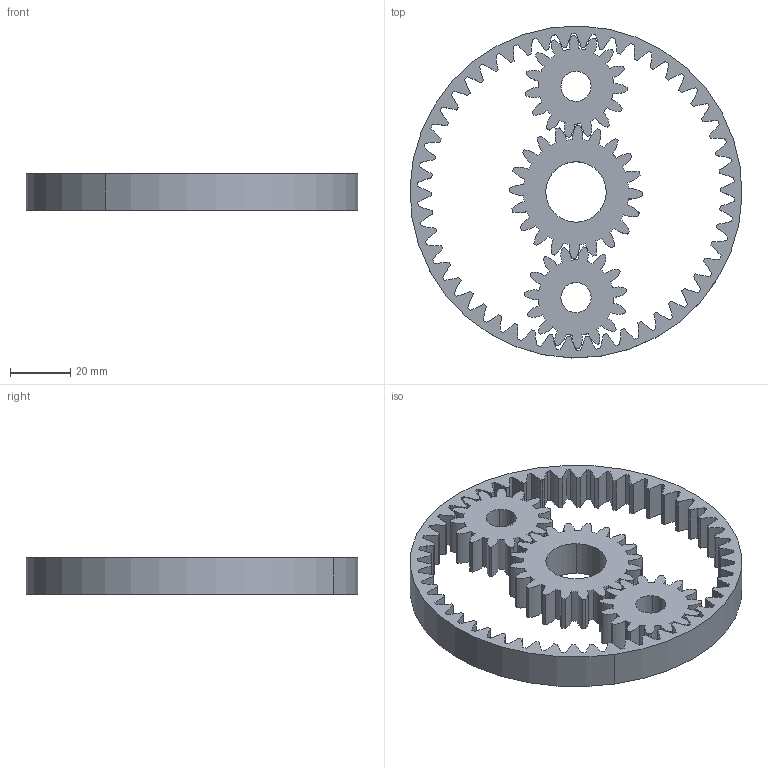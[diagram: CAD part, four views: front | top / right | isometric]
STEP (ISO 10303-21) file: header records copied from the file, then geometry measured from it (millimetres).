
FILE_DESCRIPTION (( 'STEP AP214' ), '1' );
FILE_NAME ('planetary_gear_system.STEP', '2025-10-31T00:40:34', ( '' ), ( '' ), 'SwSTEP 2.0', 'SolidWorks 2024', '' );
FILE_SCHEMA (( 'AUTOMOTIVE_DESIGN' ));
Length unit declared in the file: millimetre
Products named in the file (4): planetary_gear_system; spur gear_iso_ISO - Spur gear 2M 15T 20PA 12FW ---S15A75H50L10.0N; internal spur gear_iso_ISO - Internal spur gear 2M 50T 20PA 12FW ---S50S110OD 1.0AF; spur gear_iso_ISO - Spur gear 2M 20T 20PA 12FW ---S20A75H50L20.0N
Assembly tree (4 placements, depth 2):
  planetary_gear_system
    spur gear_iso_ISO - Spur gear 2M 20T 20PA 12FW ---S20A75H50L20.0N
    spur gear_iso_ISO - Spur gear 2M 15T 20PA 12FW ---S15A75H50L10.0N  x2
    internal spur gear_iso_ISO - Internal spur gear 2M 50T 20PA 12FW ---S50S110OD 1.0AF
Bounding box: 109.96 x 109.96 x 12 mm (x, y, z)
Volume: 43621.2 mm3; surface area: 27885.4 mm2
Topology: 4 solids, 4 shells, 432 faces, 1272 edges, 848 vertices
Faces by surface type: cylinder 424, plane 8
Entity records: 12735 total; most frequent: DIRECTION 2532, CARTESIAN_POINT 2161, ORIENTED_EDGE 2148, AXIS2_PLACEMENT_3D 1087, EDGE_CURVE 1074, VERTEX_POINT 716, CIRCLE 716, EDGE_LOOP 370
